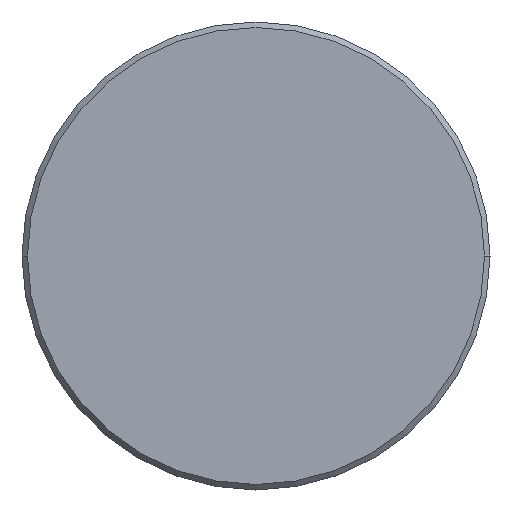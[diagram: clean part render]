
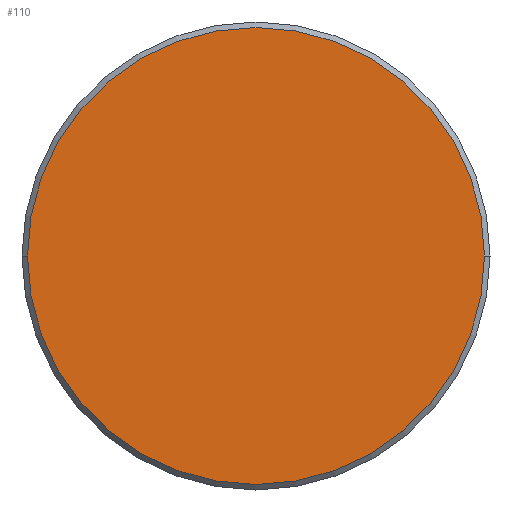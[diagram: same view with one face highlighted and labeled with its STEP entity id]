
A CAD part, left-side view. The second image highlights one B-rep face of the part: STEP entity #110.
In plain terms, the highlighted planar face has unit normal (-1, 0, 0).
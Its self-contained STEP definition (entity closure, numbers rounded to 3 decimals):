
#5 = AXIS2_PLACEMENT_3D ( 'NONE', #215, #36, #188 ) ;
#13 = FACE_OUTER_BOUND ( 'NONE', #266, .T. ) ;
#28 = CARTESIAN_POINT ( 'NONE',  ( -87.9, 0., 0. ) ) ;
#36 = DIRECTION ( 'NONE',  ( 1., 0., 0. ) ) ;
#65 = EDGE_CURVE ( 'NONE', #216, #261, #272, .T. ) ;
#88 = CARTESIAN_POINT ( 'NONE',  ( -87.9, 12.4, 0. ) ) ;
#93 = DIRECTION ( 'NONE',  ( 1., 0., 0. ) ) ;
#102 = DIRECTION ( 'NONE',  ( -1., 0., 0. ) ) ;
#110 = ADVANCED_FACE ( 'NONE', ( #13 ), #173, .T. ) ;
#143 = ORIENTED_EDGE ( 'NONE', *, *, #65, .F. ) ;
#147 = AXIS2_PLACEMENT_3D ( 'NONE', #238, #93, #264 ) ;
#173 = PLANE ( 'NONE',  #242 ) ;
#188 = DIRECTION ( 'NONE',  ( 0., 1., 0. ) ) ;
#199 = EDGE_CURVE ( 'NONE', #261, #216, #309, .T. ) ;
#215 = CARTESIAN_POINT ( 'NONE',  ( -87.9, 0., 0. ) ) ;
#216 = VERTEX_POINT ( 'NONE', #270 ) ;
#238 = CARTESIAN_POINT ( 'NONE',  ( -87.9, 0., 0. ) ) ;
#242 = AXIS2_PLACEMENT_3D ( 'NONE', #28, #102, #273 ) ;
#261 = VERTEX_POINT ( 'NONE', #88 ) ;
#264 = DIRECTION ( 'NONE',  ( 0., 1., 0. ) ) ;
#266 = EDGE_LOOP ( 'NONE', ( #287, #143 ) ) ;
#270 = CARTESIAN_POINT ( 'NONE',  ( -87.9, -12.4, 0. ) ) ;
#272 = CIRCLE ( 'NONE', #147, 12.4 ) ;
#273 = DIRECTION ( 'NONE',  ( 0., -1., 0. ) ) ;
#287 = ORIENTED_EDGE ( 'NONE', *, *, #199, .F. ) ;
#309 = CIRCLE ( 'NONE', #5, 12.4 ) ;
